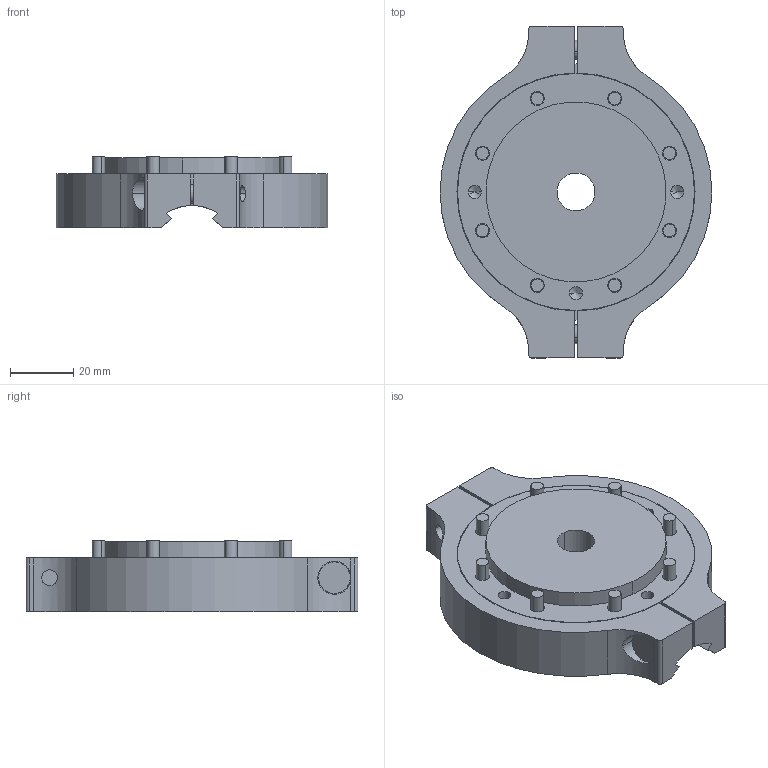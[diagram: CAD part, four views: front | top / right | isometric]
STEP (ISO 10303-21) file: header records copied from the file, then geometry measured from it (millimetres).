
FILE_DESCRIPTION (( 'STEP AP203' ), '1' );
FILE_NAME ('10.01.49.00013.step', '2022-11-07T19:14:26', ( '' ), ( '' ), 'SwSTEP 2.0', 'SolidWorks 2021', '' );
FILE_SCHEMA (( 'CONFIG_CONTROL_DESIGN' ));
Length unit declared in the file: millimetre
Products named in the file (1): 10.01.49.00013
Bounding box: 86 x 105 x 22.55 mm (x, y, z)
Volume: 103887 mm3; surface area: 46025.5 mm2
Topology: 14 solids, 14 shells, 260 faces, 639 edges, 416 vertices
Faces by surface type: cylinder 163, plane 85, cone 12
Entity records: 9330 total; most frequent: CARTESIAN_POINT 2942, DIRECTION 1383, ORIENTED_EDGE 1254, EDGE_CURVE 627, AXIS2_PLACEMENT_3D 559, VERTEX_POINT 416, EDGE_LOOP 317, CIRCLE 298
